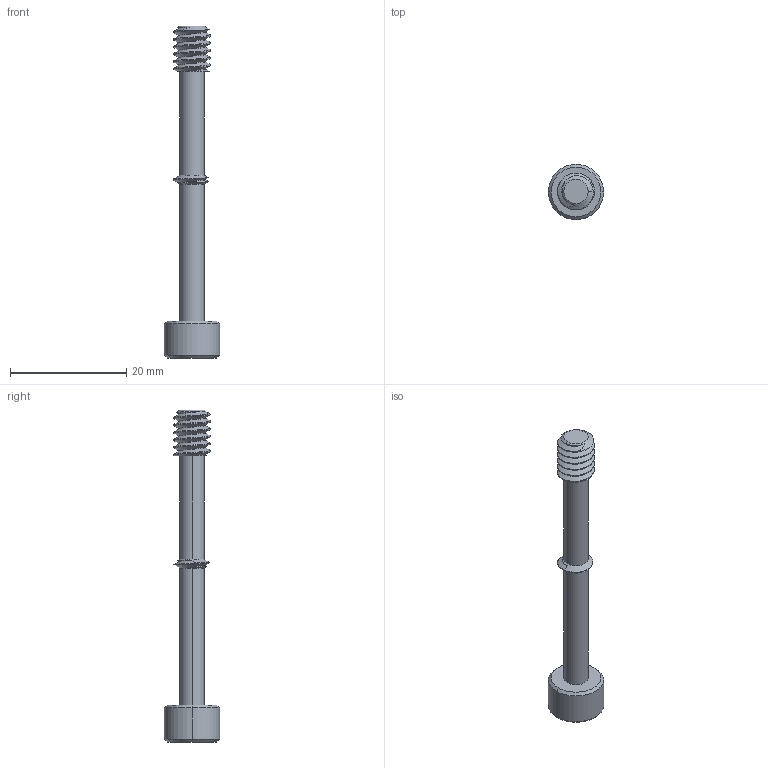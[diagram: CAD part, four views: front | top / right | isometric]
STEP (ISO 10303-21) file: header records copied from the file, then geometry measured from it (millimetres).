
FILE_DESCRIPTION (( 'STEP AP214' ), '1' );
FILE_NAME ('am-3129 Throttle Shifter Shaft 14-20x2000.STEP', '2015-06-22T17:24:58', ( '' ), ( '' ), 'SwSTEP 2.0', 'SolidWorks 2014', '' );
FILE_SCHEMA (( 'AUTOMOTIVE_DESIGN' ));
Length unit declared in the file: inch
Products named in the file (1): am-3129 Throttle Shifter Shaft 14-20x2000
Bounding box: 9.53 x 9.53 x 57.15 mm (x, y, z)
Volume: 1165.9 mm3; surface area: 1210.9 mm2
Topology: 1 solids, 1 shells, 70 faces, 171 edges, 108 vertices
Faces by surface type: cylinder 36, cone 17, plane 13, bspline 4
Entity records: 6649 total; most frequent: CARTESIAN_POINT 5159, ORIENTED_EDGE 342, DIRECTION 267, EDGE_CURVE 171, VERTEX_POINT 108, AXIS2_PLACEMENT_3D 106, EDGE_LOOP 75, ADVANCED_FACE 70
